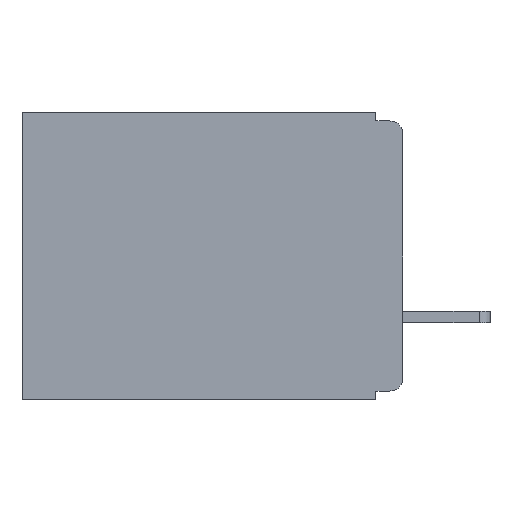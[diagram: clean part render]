
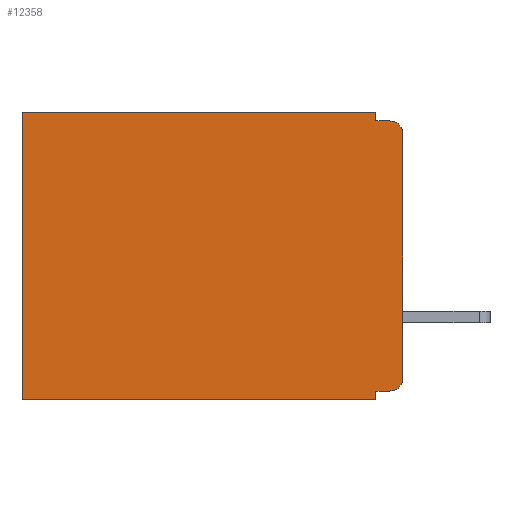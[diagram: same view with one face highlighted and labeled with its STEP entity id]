
A CAD part, left-side view. The second image highlights one B-rep face of the part: STEP entity #12358.
In plain terms, the highlighted planar face has unit normal (-1, 0, 0).
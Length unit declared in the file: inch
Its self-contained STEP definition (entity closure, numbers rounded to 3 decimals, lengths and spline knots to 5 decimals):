
#878 = VERTEX_POINT ( 'NONE', #23587 ) ;
#894 = FACE_OUTER_BOUND ( 'NONE', #3952, .T. ) ;
#950 = ORIENTED_EDGE ( 'NONE', *, *, #2115, .F. ) ;
#1195 = CARTESIAN_POINT ( 'NONE',  ( 0.3, 0., -0.33 ) ) ;
#1222 = DIRECTION ( 'NONE',  ( 0., 0., -1. ) ) ;
#1406 = EDGE_CURVE ( 'NONE', #8943, #16032, #17601, .T. ) ;
#1656 = VECTOR ( 'NONE', #3824, 39.37008 ) ;
#1935 = LINE ( 'NONE', #8536, #10581 ) ;
#2058 = ORIENTED_EDGE ( 'NONE', *, *, #24286, .F. ) ;
#2115 = EDGE_CURVE ( 'NONE', #878, #19201, #6894, .T. ) ;
#2791 = VERTEX_POINT ( 'NONE', #8911 ) ;
#2829 = EDGE_CURVE ( 'NONE', #5055, #22493, #1935, .T. ) ;
#3179 = CARTESIAN_POINT ( 'NONE',  ( 0.3, 0., -0.025 ) ) ;
#3623 = ORIENTED_EDGE ( 'NONE', *, *, #1406, .F. ) ;
#3824 = DIRECTION ( 'NONE',  ( 0., -1., 0. ) ) ;
#3952 = EDGE_LOOP ( 'NONE', ( #7734, #12371, #950, #13194, #24778, #16148, #2058, #3623, #6916, #10099 ) ) ;
#4127 = CARTESIAN_POINT ( 'NONE',  ( 0.3, 0., -0.01 ) ) ;
#4442 = LINE ( 'NONE', #5245, #14252 ) ;
#4740 = VECTOR ( 'NONE', #5286, 39.37008 ) ;
#4759 = VECTOR ( 'NONE', #21196, 39.37008 ) ;
#4825 = EDGE_CURVE ( 'NONE', #4954, #19201, #16519, .T. ) ;
#4954 = VERTEX_POINT ( 'NONE', #3179 ) ;
#5055 = VERTEX_POINT ( 'NONE', #15165 ) ;
#5069 = VECTOR ( 'NONE', #10405, 39.37008 ) ;
#5140 = EDGE_CURVE ( 'NONE', #2791, #8943, #19649, .T. ) ;
#5169 = EDGE_CURVE ( 'NONE', #2791, #14074, #14558, .T. ) ;
#5245 = CARTESIAN_POINT ( 'NONE',  ( 0.3, 0., 0. ) ) ;
#5286 = DIRECTION ( 'NONE',  ( 0., 0., -1. ) ) ;
#5331 = DIRECTION ( 'NONE',  ( 0., 1., 0. ) ) ;
#5425 = CARTESIAN_POINT ( 'NONE',  ( 0.3, 0.031, -0.33 ) ) ;
#6719 = DIRECTION ( 'NONE',  ( -1., 0., 0. ) ) ;
#6884 = CARTESIAN_POINT ( 'NONE',  ( 0.3, 0.437, -0.33 ) ) ;
#6894 = LINE ( 'NONE', #4127, #1656 ) ;
#6916 = ORIENTED_EDGE ( 'NONE', *, *, #5140, .F. ) ;
#7601 = DIRECTION ( 'NONE',  ( 0., 0., -1. ) ) ;
#7671 = CARTESIAN_POINT ( 'NONE',  ( 0.3, 0., -0.32 ) ) ;
#7734 = ORIENTED_EDGE ( 'NONE', *, *, #15346, .F. ) ;
#8417 = CARTESIAN_POINT ( 'NONE',  ( 0.3, 0.031, 0. ) ) ;
#8536 = CARTESIAN_POINT ( 'NONE',  ( 0.3, 0.437, -0.33 ) ) ;
#8767 = LINE ( 'NONE', #16986, #4740 ) ;
#8911 = CARTESIAN_POINT ( 'NONE',  ( 0.3, 0.015, -0.32 ) ) ;
#8943 = VERTEX_POINT ( 'NONE', #10192 ) ;
#9106 = PLANE ( 'NONE',  #14523 ) ;
#9164 = DIRECTION ( 'NONE',  ( 0., 1., 0. ) ) ;
#9753 = DIRECTION ( 'NONE',  ( -1., 0., 0. ) ) ;
#10099 = ORIENTED_EDGE ( 'NONE', *, *, #5169, .T. ) ;
#10192 = CARTESIAN_POINT ( 'NONE',  ( 0.3, 0.031, -0.32 ) ) ;
#10405 = DIRECTION ( 'NONE',  ( 0., 0., -1. ) ) ;
#10581 = VECTOR ( 'NONE', #7601, 39.37008 ) ;
#11144 = CARTESIAN_POINT ( 'NONE',  ( 0.3, 0., -0.305 ) ) ;
#12358 = ADVANCED_FACE ( 'NONE', ( #894 ), #9106, .F. ) ;
#12371 = ORIENTED_EDGE ( 'NONE', *, *, #4825, .T. ) ;
#12499 = VECTOR ( 'NONE', #14608, 39.37008 ) ;
#13032 = DIRECTION ( 'NONE',  ( 1., 0., 0. ) ) ;
#13194 = ORIENTED_EDGE ( 'NONE', *, *, #15100, .F. ) ;
#14074 = VERTEX_POINT ( 'NONE', #11144 ) ;
#14185 = AXIS2_PLACEMENT_3D ( 'NONE', #18376, #6719, #20277 ) ;
#14252 = VECTOR ( 'NONE', #5331, 39.37008 ) ;
#14523 = AXIS2_PLACEMENT_3D ( 'NONE', #20627, #13032, #1222 ) ;
#14558 = CIRCLE ( 'NONE', #18875, 0.015 ) ;
#14608 = DIRECTION ( 'NONE',  ( 0., 0., -1. ) ) ;
#15100 = EDGE_CURVE ( 'NONE', #20933, #878, #20552, .T. ) ;
#15165 = CARTESIAN_POINT ( 'NONE',  ( 0.3, 0.437, 0. ) ) ;
#15346 = EDGE_CURVE ( 'NONE', #4954, #14074, #8767, .T. ) ;
#15458 = VECTOR ( 'NONE', #9164, 39.37008 ) ;
#16032 = VERTEX_POINT ( 'NONE', #5425 ) ;
#16148 = ORIENTED_EDGE ( 'NONE', *, *, #2829, .T. ) ;
#16519 = CIRCLE ( 'NONE', #14185, 0.015 ) ;
#16986 = CARTESIAN_POINT ( 'NONE',  ( 0.3, 0., -0.33 ) ) ;
#17601 = LINE ( 'NONE', #18900, #12499 ) ;
#18376 = CARTESIAN_POINT ( 'NONE',  ( 0.3, 0.015, -0.025 ) ) ;
#18565 = CARTESIAN_POINT ( 'NONE',  ( 0.3, 0.031, 0. ) ) ;
#18875 = AXIS2_PLACEMENT_3D ( 'NONE', #21278, #9753, #23161 ) ;
#18900 = CARTESIAN_POINT ( 'NONE',  ( 0.3, 0.031, -0.33 ) ) ;
#19201 = VERTEX_POINT ( 'NONE', #22367 ) ;
#19649 = LINE ( 'NONE', #7671, #4759 ) ;
#20277 = DIRECTION ( 'NONE',  ( 0., 0., -1. ) ) ;
#20552 = LINE ( 'NONE', #8417, #5069 ) ;
#20553 = LINE ( 'NONE', #1195, #15458 ) ;
#20627 = CARTESIAN_POINT ( 'NONE',  ( 0.3, 0., -0.33 ) ) ;
#20933 = VERTEX_POINT ( 'NONE', #18565 ) ;
#21196 = DIRECTION ( 'NONE',  ( 0., 1., 0. ) ) ;
#21278 = CARTESIAN_POINT ( 'NONE',  ( 0.3, 0.015, -0.305 ) ) ;
#22367 = CARTESIAN_POINT ( 'NONE',  ( 0.3, 0.015, -0.01 ) ) ;
#22493 = VERTEX_POINT ( 'NONE', #6884 ) ;
#22588 = EDGE_CURVE ( 'NONE', #20933, #5055, #4442, .T. ) ;
#23161 = DIRECTION ( 'NONE',  ( 0., 0., -1. ) ) ;
#23587 = CARTESIAN_POINT ( 'NONE',  ( 0.3, 0.031, -0.01 ) ) ;
#24286 = EDGE_CURVE ( 'NONE', #16032, #22493, #20553, .T. ) ;
#24778 = ORIENTED_EDGE ( 'NONE', *, *, #22588, .T. ) ;
